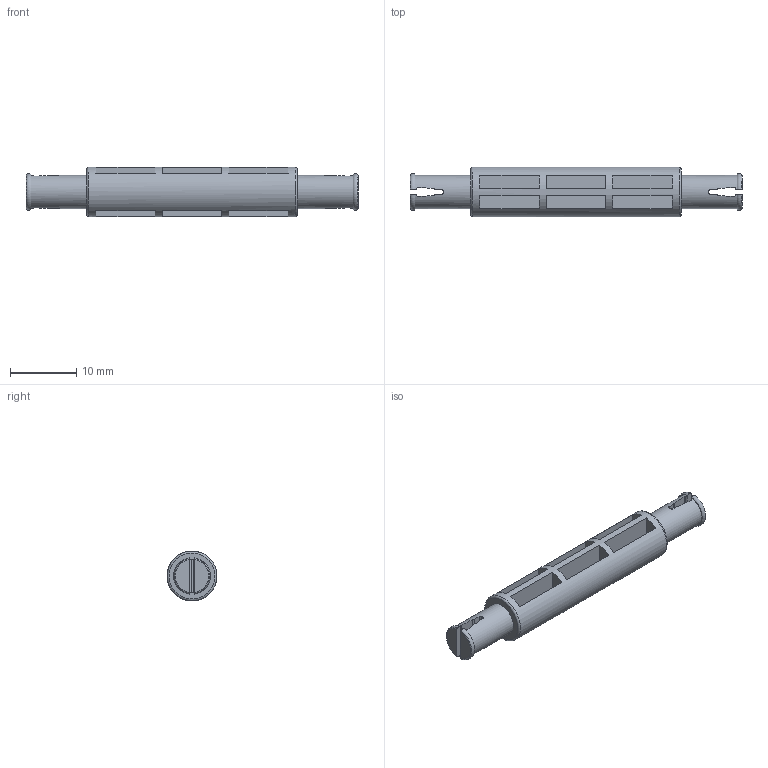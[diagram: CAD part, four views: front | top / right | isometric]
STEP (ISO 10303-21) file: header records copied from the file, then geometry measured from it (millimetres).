
FILE_DESCRIPTION(/* description */ (''),/* implementation_level */ '2;1');
FILE_NAME(/* name */ 'RB3.stp',/* time_stamp */ '2019-03-11T15:18:23+01:00',/* author */ ('Varga Daniel'),/* organization */ (''),/* preprocessor_version */ 'ST-DEVELOPER v17.2',/* originating_system */ 'Autodesk Inventor 2019',/* authorisation */ '');
FILE_SCHEMA (('AUTOMOTIVE_DESIGN { 1 0 10303 214 3 1 1 }'));
Length unit declared in the file: millimetre
Products named in the file (1): RB3
Bounding box: 50 x 7.5 x 7.5 mm (x, y, z)
Volume: 1091.5 mm3; surface area: 1915.1 mm2
Topology: 1 solids, 1 shells, 113 faces, 297 edges, 200 vertices
Faces by surface type: plane 84, cylinder 19, torus 10
Full cylindrical faces by diameter (mm): 5 x2, 7.5 x1
Entity records: 3984 total; most frequent: CARTESIAN_POINT 1039, ORIENTED_EDGE 594, DIRECTION 547, EDGE_CURVE 297, VERTEX_POINT 200, AXIS2_PLACEMENT_3D 184, LINE 179, VECTOR 179
